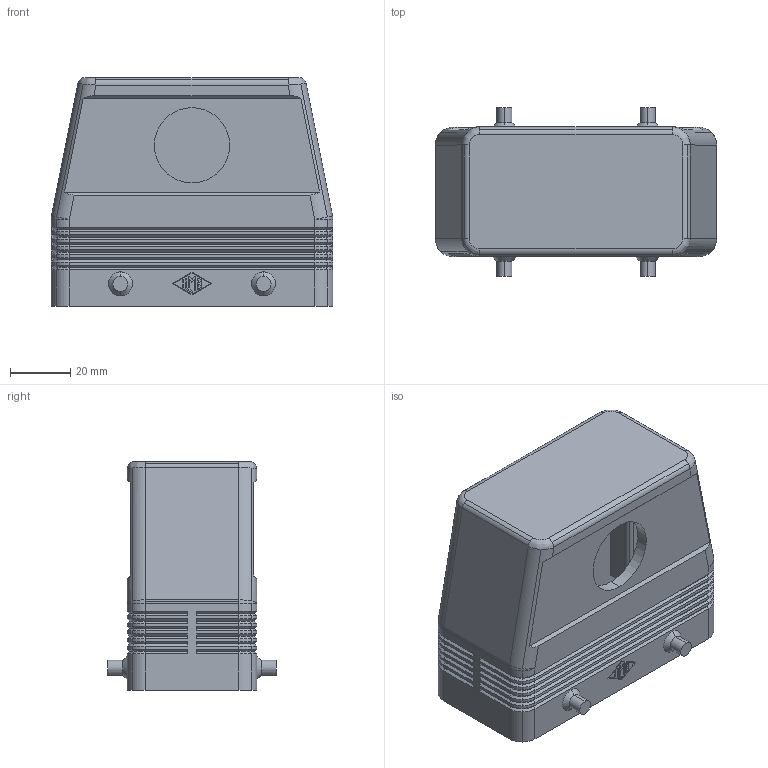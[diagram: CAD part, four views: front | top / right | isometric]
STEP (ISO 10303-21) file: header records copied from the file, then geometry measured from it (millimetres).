
FILE_DESCRIPTION((''),'2;1');
FILE_NAME('MMFF 06.25.stp','2006-12-21T13:36:08',('gembarski'),(''),'Autodesk Inventor 7','Autodesk Inventor 7','');
FILE_SCHEMA(('AUTOMOTIVE_DESIGN { 1 0 10303 214 1 1 1 1 }'));
Length unit declared in the file: millimetre
Products named in the file (1): CAO Tüllengehäuse 2 Bügel für einen Einsatz
Bounding box: 93.5 x 56 x 76 mm (x, y, z)
Volume: 76379.5 mm3; surface area: 44033 mm2
Topology: 1 solids, 1 shells, 507 faces, 1194 edges, 700 vertices
Faces by surface type: plane 193, cylinder 126, cone 100, bspline 84, sphere 4
Entity records: 14975 total; most frequent: CARTESIAN_POINT 3446, DIRECTION 2422, ORIENTED_EDGE 2372, EDGE_CURVE 1186, AXIS2_PLACEMENT_3D 812, VECTOR 798, LINE 798, VERTEX_POINT 700
